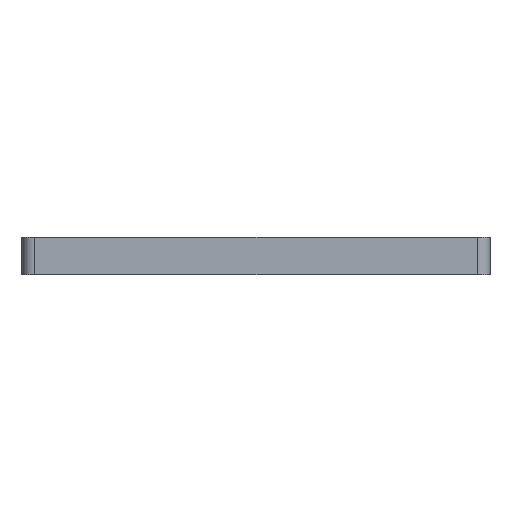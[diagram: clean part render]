
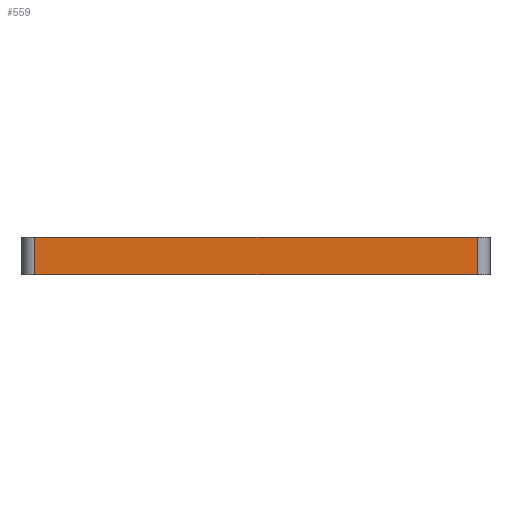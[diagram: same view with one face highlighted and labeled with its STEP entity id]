
A CAD part, left-side view. The second image highlights one B-rep face of the part: STEP entity #559.
In plain terms, the highlighted planar face has unit normal (-1, 0, 0).
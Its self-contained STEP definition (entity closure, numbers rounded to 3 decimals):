
#10 = EDGE_LOOP ( 'NONE', ( #506, #336, #951, #936 ) ) ;
#16 = DIRECTION ( 'NONE',  ( 0., -1., 0. ) ) ;
#55 = EDGE_CURVE ( 'NONE', #504, #492, #610, .T. ) ;
#141 = DIRECTION ( 'NONE',  ( 0., -1., 0. ) ) ;
#177 = CARTESIAN_POINT ( 'NONE',  ( -28., -17.5, 3. ) ) ;
#179 = CARTESIAN_POINT ( 'NONE',  ( -28., 17.5, 3. ) ) ;
#180 = EDGE_CURVE ( 'NONE', #636, #504, #904, .T. ) ;
#197 = VECTOR ( 'NONE', #16, 1000. ) ;
#237 = EDGE_CURVE ( 'NONE', #852, #636, #749, .T. ) ;
#313 = CARTESIAN_POINT ( 'NONE',  ( -28., -17.5, 0. ) ) ;
#336 = ORIENTED_EDGE ( 'NONE', *, *, #55, .T. ) ;
#350 = VECTOR ( 'NONE', #474, 1000. ) ;
#392 = AXIS2_PLACEMENT_3D ( 'NONE', #528, #465, #603 ) ;
#450 = VECTOR ( 'NONE', #683, 1000. ) ;
#465 = DIRECTION ( 'NONE',  ( 1., 0., 0. ) ) ;
#474 = DIRECTION ( 'NONE',  ( 0., 0., -1. ) ) ;
#492 = VERTEX_POINT ( 'NONE', #715 ) ;
#504 = VERTEX_POINT ( 'NONE', #313 ) ;
#506 = ORIENTED_EDGE ( 'NONE', *, *, #180, .T. ) ;
#508 = VECTOR ( 'NONE', #141, 1000. ) ;
#514 = LINE ( 'NONE', #717, #508 ) ;
#525 = CARTESIAN_POINT ( 'NONE',  ( -28., 17.5, 0. ) ) ;
#528 = CARTESIAN_POINT ( 'NONE',  ( -28., -18.5, 3. ) ) ;
#559 = ADVANCED_FACE ( 'NONE', ( #821 ), #668, .F. ) ;
#574 = CARTESIAN_POINT ( 'NONE',  ( -28., -18.5, 0. ) ) ;
#603 = DIRECTION ( 'NONE',  ( 0., 0., -1. ) ) ;
#610 = LINE ( 'NONE', #177, #450 ) ;
#619 = CARTESIAN_POINT ( 'NONE',  ( -28., 17.5, 3. ) ) ;
#636 = VERTEX_POINT ( 'NONE', #525 ) ;
#668 = PLANE ( 'NONE',  #392 ) ;
#683 = DIRECTION ( 'NONE',  ( 0., 0., 1. ) ) ;
#715 = CARTESIAN_POINT ( 'NONE',  ( -28., -17.5, 3. ) ) ;
#717 = CARTESIAN_POINT ( 'NONE',  ( -28., -18.5, 3. ) ) ;
#749 = LINE ( 'NONE', #179, #350 ) ;
#821 = FACE_OUTER_BOUND ( 'NONE', #10, .T. ) ;
#852 = VERTEX_POINT ( 'NONE', #619 ) ;
#904 = LINE ( 'NONE', #574, #197 ) ;
#936 = ORIENTED_EDGE ( 'NONE', *, *, #237, .T. ) ;
#940 = EDGE_CURVE ( 'NONE', #852, #492, #514, .T. ) ;
#951 = ORIENTED_EDGE ( 'NONE', *, *, #940, .F. ) ;
